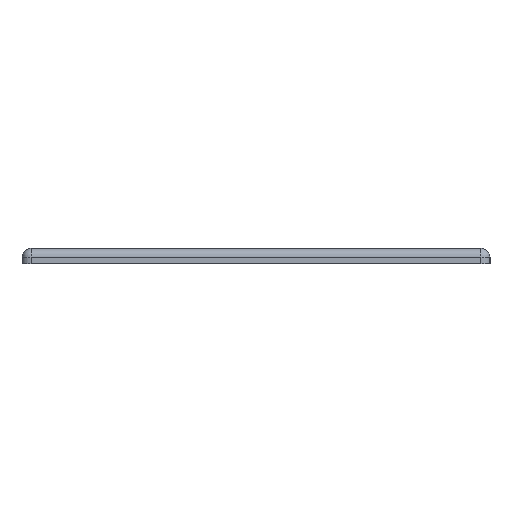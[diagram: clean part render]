
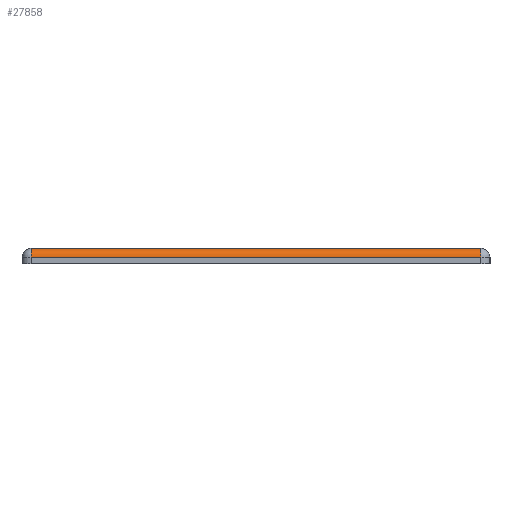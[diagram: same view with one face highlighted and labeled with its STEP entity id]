
A CAD part, left-side view. The second image highlights one B-rep face of the part: STEP entity #27858.
In plain terms, the highlighted cylindrical face has radius 3 mm (diameter 6 mm), a partial arc.
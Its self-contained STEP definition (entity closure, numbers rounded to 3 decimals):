
#14505=CARTESIAN_POINT('',(-190.868,-73.71,10.));
#14506=VERTEX_POINT('',#14505);
#14507=CARTESIAN_POINT('',(-190.868,73.64,10.));
#14508=VERTEX_POINT('',#14507);
#14509=CARTESIAN_POINT('',(-190.868,-73.71,10.));
#14510=DIRECTION('',(-0.,1.,-0.));
#14511=VECTOR('',#14510,147.35);
#14512=LINE('',#14509,#14511);
#14513=EDGE_CURVE('',#14506,#14508,#14512,.T.);
#25830=CARTESIAN_POINT('',(-187.868,73.64,13.));
#25831=VERTEX_POINT('',#25830);
#25838=CARTESIAN_POINT('',(-187.868,-73.71,13.));
#25839=VERTEX_POINT('',#25838);
#25840=CARTESIAN_POINT('',(-187.868,73.64,13.));
#25841=DIRECTION('',(0.,-1.,0.));
#25842=VECTOR('',#25841,147.35);
#25843=LINE('',#25840,#25842);
#25844=EDGE_CURVE('',#25831,#25839,#25843,.T.);
#27831=CARTESIAN_POINT('',(-187.868,-73.71,10.));
#27832=DIRECTION('',(-0.,1.,-0.));
#27833=DIRECTION('',(1.,0.,0.));
#27834=AXIS2_PLACEMENT_3D('',#27831,#27832,#27833);
#27835=CIRCLE('',#27834,3.);
#27836=EDGE_CURVE('',#14506,#25839,#27835,.T.);
#27841=CARTESIAN_POINT('',(-187.868,-76.22,10.));
#27842=DIRECTION('',(0.,-1.,0.));
#27843=DIRECTION('',(1.,0.,0.));
#27844=AXIS2_PLACEMENT_3D('',#27841,#27842,#27843);
#27845=CYLINDRICAL_SURFACE('',#27844,3.);
#27846=ORIENTED_EDGE('',*,*,#27836,.T.);
#27847=ORIENTED_EDGE('',*,*,#25844,.F.);
#27848=CARTESIAN_POINT('',(-187.868,73.64,10.));
#27849=DIRECTION('',(-0.,1.,-0.));
#27850=DIRECTION('',(1.,0.,0.));
#27851=AXIS2_PLACEMENT_3D('',#27848,#27849,#27850);
#27852=CIRCLE('',#27851,3.);
#27853=EDGE_CURVE('',#14508,#25831,#27852,.T.);
#27854=ORIENTED_EDGE('',*,*,#27853,.F.);
#27855=ORIENTED_EDGE('',*,*,#14513,.F.);
#27856=EDGE_LOOP('',(#27846,#27847,#27854,#27855));
#27857=FACE_BOUND('',#27856,.T.);
#27858=ADVANCED_FACE('',(#27857),#27845,.T.);
